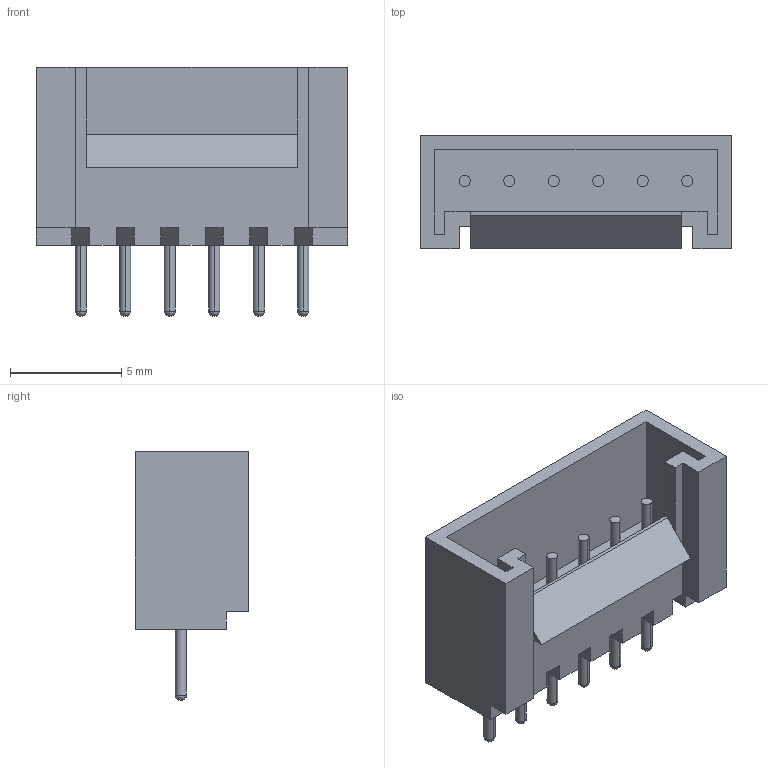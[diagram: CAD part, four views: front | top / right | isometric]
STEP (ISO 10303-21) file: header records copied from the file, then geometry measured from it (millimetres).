
FILE_DESCRIPTION (( 'STEP AP214' ), '1' );
FILE_NAME ('663FBEC0-028E-4746-98EE-C2A366C2576B.STEP', '2024-09-12T02:05:27', ( '' ), ( '' ), 'SwSTEP 2.0', 'SolidWorks 2022', '' );
FILE_SCHEMA (( 'AUTOMOTIVE_DESIGN' ));
Length unit declared in the file: millimetre
Products named in the file (1): 663FBEC0-028E-4746-98EE-C2A366C2576B
Bounding box: 14 x 5.1 x 11.2 mm (x, y, z)
Volume: 275.1 mm3; surface area: 646 mm2
Topology: 1 solids, 1 shells, 102 faces, 270 edges, 176 vertices
Faces by surface type: plane 72, cylinder 24, bspline 6
Entity records: 3274 total; most frequent: CARTESIAN_POINT 705, ORIENTED_EDGE 528, DIRECTION 512, EDGE_CURVE 264, LINE 210, VECTOR 210, VERTEX_POINT 176, AXIS2_PLACEMENT_3D 151
